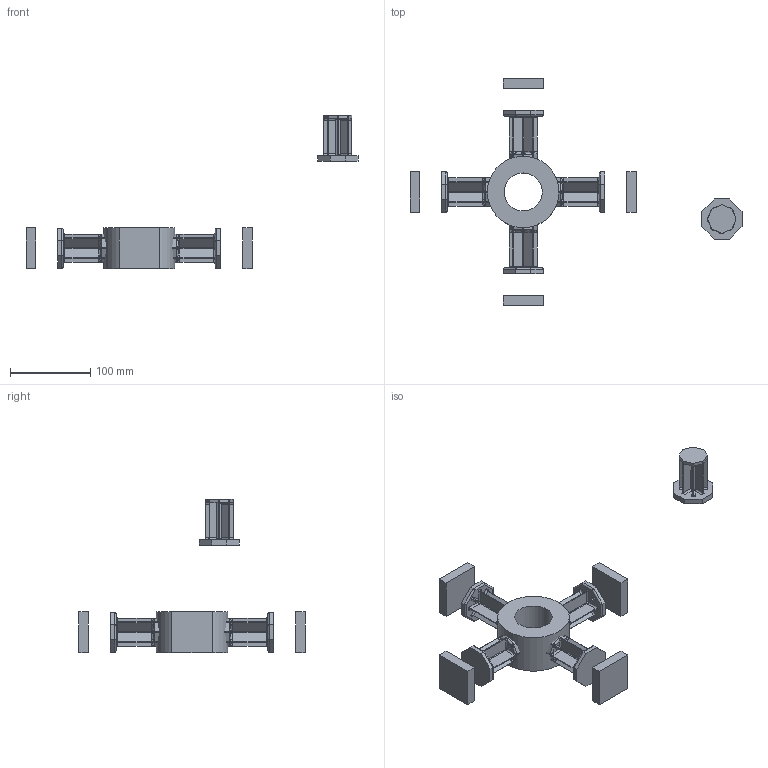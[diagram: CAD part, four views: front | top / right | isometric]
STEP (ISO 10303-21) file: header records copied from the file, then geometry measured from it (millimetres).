
FILE_DESCRIPTION(/* description */ (''),/* implementation_level */ '2;1');
FILE_NAME(/* name */ 'roatray head z x v14-dup.step',/* time_stamp */ '2024-05-04T12:00:22+10:00',/* author */ (''),/* organization */ (''),/* preprocessor_version */ 'ST-DEVELOPER v20',/* originating_system */ 'Autodesk Translation Framework v12.20.1.177',/* authorisation */ '');
FILE_SCHEMA (('AUTOMOTIVE_DESIGN { 1 0 10303 214 3 1 1 }'));
Length unit declared in the file: millimetre
Products named in the file (4): roatray head øz øx; Configuration 4 v5; Rotary decoupling fracture v2; Configuration 4 v4
Assembly tree (6 placements, depth 3):
  roatray head øz øx
    Configuration 4 v5
    Rotary decoupling fracture v2
      Configuration 4 v4  x4
Bounding box: 412.88 x 281.59 x 190.69 mm (x, y, z)
Volume: 488891.3 mm3; surface area: 157044.3 mm2
Topology: 10 solids, 10 shells, 614 faces, 1476 edges, 882 vertices
Faces by surface type: plane 288, cylinder 260, bspline 64, cone 2
Full cylindrical faces by diameter (mm): 7 x1, 9 x1, 13 x1, 15 x1, 47.332 x1, 88.942 x1
Entity records: 7982 total; most frequent: CARTESIAN_POINT 2023, ORIENTED_EDGE 1224, DIRECTION 1194, EDGE_CURVE 612, LINE 418, VECTOR 418, AXIS2_PLACEMENT_3D 388, VERTEX_POINT 378
